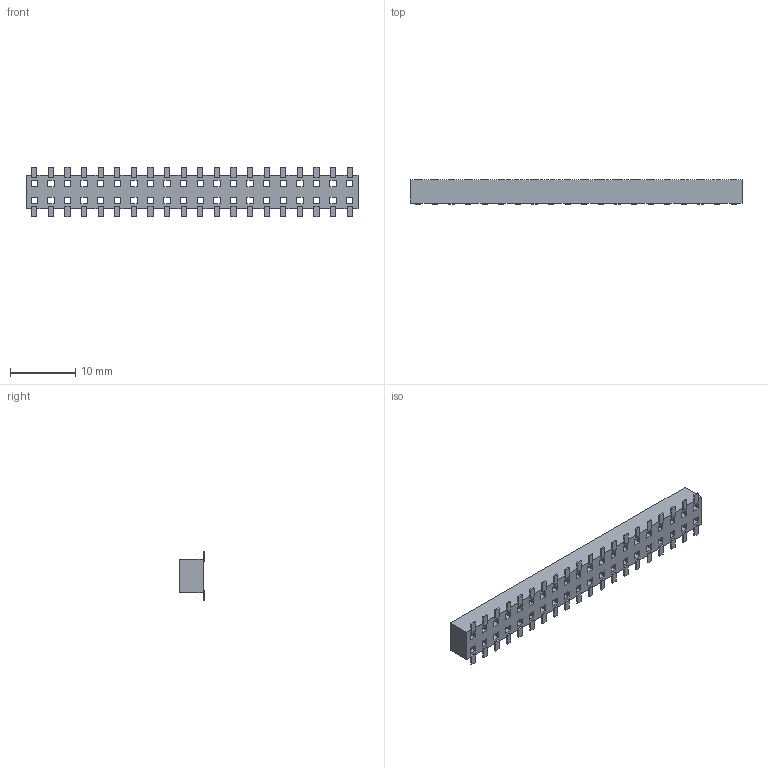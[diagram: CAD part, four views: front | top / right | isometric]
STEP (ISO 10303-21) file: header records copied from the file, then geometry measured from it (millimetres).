
FILE_DESCRIPTION(/* description */ (''),/* implementation_level */ '2;1');
FILE_NAME(/* name */ 'RPi SMT Connector.step',/* time_stamp */ '2020-09-15T03:44:30-04:00',/* author */ (''),/* organization */ (''),/* preprocessor_version */ 'ST-DEVELOPER v18.1',/* originating_system */ 'Autodesk Translation Framework v9.3.0.1241',/* authorisation */ '');
FILE_SCHEMA (('AUTOMOTIVE_DESIGN { 1 0 10303 214 3 1 1 }'));
Length unit declared in the file: millimetre
Products named in the file (1): RPi SMT Connector
Bounding box: 50.8 x 3.8 x 7.6 mm (x, y, z)
Volume: 795.3 mm3; surface area: 1533.5 mm2
Topology: 1 solids, 1 shells, 406 faces, 1132 edges, 728 vertices
Faces by surface type: plane 406
Entity records: 12849 total; most frequent: CARTESIAN_POINT 2267, ORIENTED_EDGE 2264, DIRECTION 1946, LINE 1132, VECTOR 1132, EDGE_CURVE 1132, VERTEX_POINT 728, EDGE_LOOP 486
